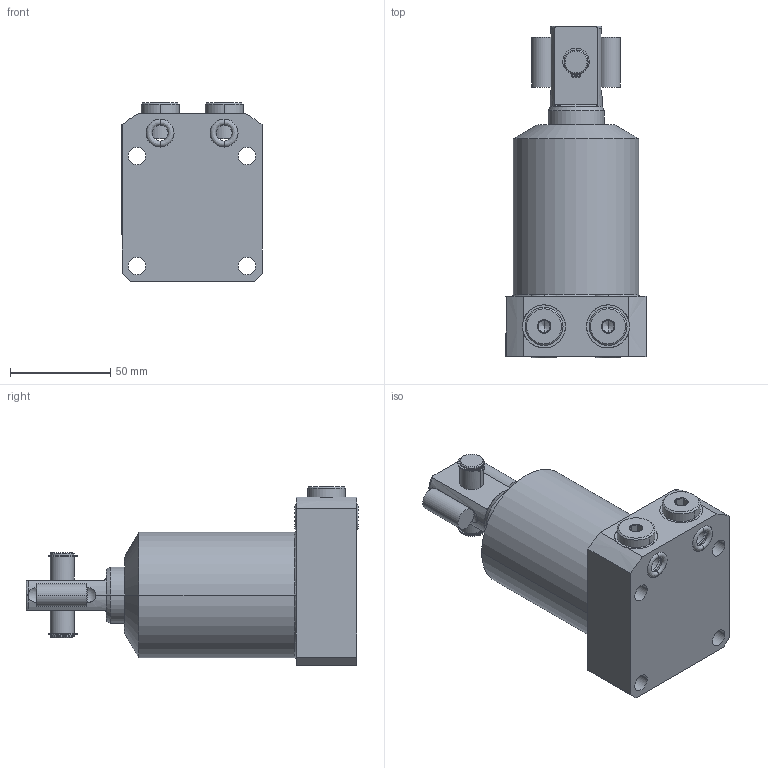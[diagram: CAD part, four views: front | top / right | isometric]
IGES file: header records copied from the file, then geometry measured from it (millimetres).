
Start section:  PTC IGES file: ilcml1415010r0.igs
Global section: file name: ilcml1415010r0.igs; native system: Creo Parametric by Parametric Technology Corporation; preprocessor: 2013320; author: maj; organization: Unknown; date: 20150325.110837; units: millimetre
Bounding box: 70 x 166 x 89.05 mm (x, y, z)
Surface area: 52993.1 mm2 (no closed solid volume)
Topology: 0 solids, 0 shells, 240 faces, 1136 edges, 1132 vertices
Faces by surface type: revolution 160, bspline 80
